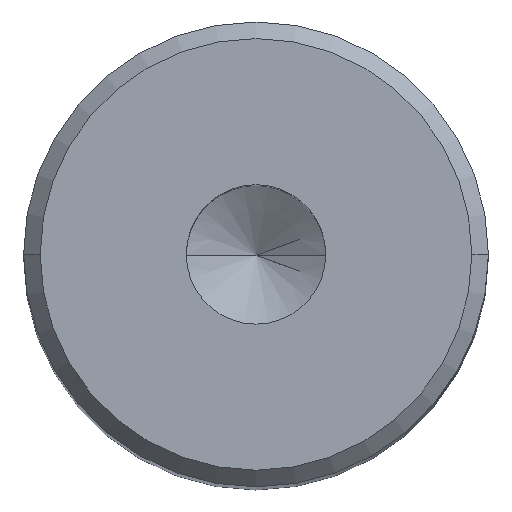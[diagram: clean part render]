
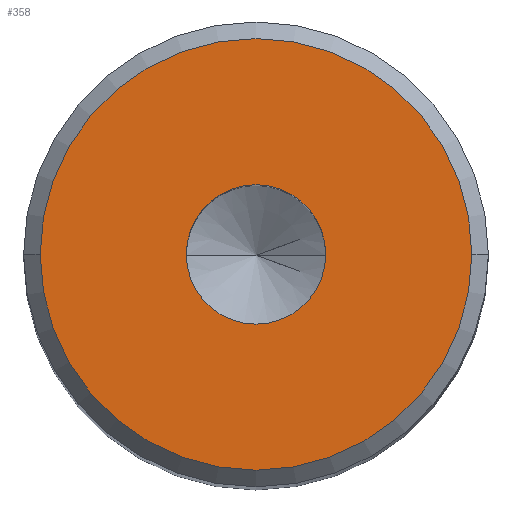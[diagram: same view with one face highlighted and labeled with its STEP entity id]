
A CAD part, top view. The second image highlights one B-rep face of the part: STEP entity #358.
In plain terms, the highlighted planar face has unit normal (0, 0, 1).
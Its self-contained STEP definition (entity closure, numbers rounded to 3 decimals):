
#12 = VERTEX_POINT ( 'NONE', #552 ) ;
#37 = VERTEX_POINT ( 'NONE', #556 ) ;
#38 = AXIS2_PLACEMENT_3D ( 'NONE', #395, #474, #210 ) ;
#42 = EDGE_CURVE ( 'NONE', #440, #12, #72, .T. ) ;
#48 = DIRECTION ( 'NONE',  ( 1., 0., 0. ) ) ;
#66 = DIRECTION ( 'NONE',  ( 1., 0., 0. ) ) ;
#72 = CIRCLE ( 'NONE', #586, 6.5 ) ;
#90 = EDGE_LOOP ( 'NONE', ( #226, #546 ) ) ;
#109 = DIRECTION ( 'NONE',  ( 0., 0., 1. ) ) ;
#128 = CARTESIAN_POINT ( 'NONE',  ( 0., 0., 0. ) ) ;
#138 = EDGE_CURVE ( 'NONE', #37, #179, #140, .T. ) ;
#140 = CIRCLE ( 'NONE', #564, 2.1 ) ;
#154 = CARTESIAN_POINT ( 'NONE',  ( 0., 0., 0. ) ) ;
#167 = EDGE_CURVE ( 'NONE', #179, #37, #576, .T. ) ;
#175 = DIRECTION ( 'NONE',  ( 0., 0., 1. ) ) ;
#179 = VERTEX_POINT ( 'NONE', #434 ) ;
#200 = DIRECTION ( 'NONE',  ( 0., 0., 1. ) ) ;
#202 = DIRECTION ( 'NONE',  ( 1., 0., 0. ) ) ;
#210 = DIRECTION ( 'NONE',  ( 1., 0., 0. ) ) ;
#211 = CARTESIAN_POINT ( 'NONE',  ( 6.5, 0., 0. ) ) ;
#226 = ORIENTED_EDGE ( 'NONE', *, *, #138, .F. ) ;
#249 = FACE_OUTER_BOUND ( 'NONE', #265, .T. ) ;
#265 = EDGE_LOOP ( 'NONE', ( #544, #281 ) ) ;
#270 = AXIS2_PLACEMENT_3D ( 'NONE', #549, #200, #66 ) ;
#279 = CIRCLE ( 'NONE', #531, 6.5 ) ;
#281 = ORIENTED_EDGE ( 'NONE', *, *, #42, .T. ) ;
#292 = DIRECTION ( 'NONE',  ( 1., 0., 0. ) ) ;
#325 = CARTESIAN_POINT ( 'NONE',  ( 0., 0., 0. ) ) ;
#358 = ADVANCED_FACE ( 'NONE', ( #376, #249 ), #510, .T. ) ;
#376 = FACE_BOUND ( 'NONE', #90, .T. ) ;
#395 = CARTESIAN_POINT ( 'NONE',  ( 0., 0., 0. ) ) ;
#434 = CARTESIAN_POINT ( 'NONE',  ( -2.1, 0., 0. ) ) ;
#440 = VERTEX_POINT ( 'NONE', #211 ) ;
#474 = DIRECTION ( 'NONE',  ( 0., 0., 1. ) ) ;
#510 = PLANE ( 'NONE',  #270 ) ;
#531 = AXIS2_PLACEMENT_3D ( 'NONE', #325, #540, #48 ) ;
#540 = DIRECTION ( 'NONE',  ( 0., 0., 1. ) ) ;
#544 = ORIENTED_EDGE ( 'NONE', *, *, #571, .T. ) ;
#546 = ORIENTED_EDGE ( 'NONE', *, *, #167, .F. ) ;
#549 = CARTESIAN_POINT ( 'NONE',  ( 0., 0., 0. ) ) ;
#552 = CARTESIAN_POINT ( 'NONE',  ( -6.5, 0., 0. ) ) ;
#556 = CARTESIAN_POINT ( 'NONE',  ( 2.1, 0., 0. ) ) ;
#564 = AXIS2_PLACEMENT_3D ( 'NONE', #128, #175, #202 ) ;
#571 = EDGE_CURVE ( 'NONE', #12, #440, #279, .T. ) ;
#576 = CIRCLE ( 'NONE', #38, 2.1 ) ;
#586 = AXIS2_PLACEMENT_3D ( 'NONE', #154, #109, #292 ) ;
